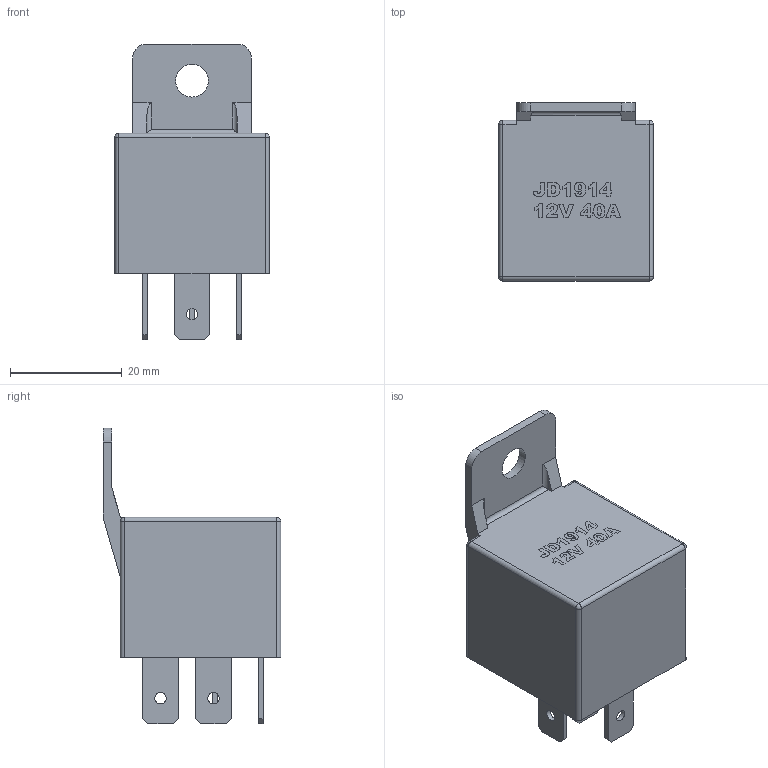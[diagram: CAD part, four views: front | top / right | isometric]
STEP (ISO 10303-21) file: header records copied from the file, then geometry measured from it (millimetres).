
FILE_DESCRIPTION(/* description */ ('Unknown'),/* implementation_level */ '2;1');
FILE_NAME(/* name */ 'Relay -JD1914-12V-40A',/* time_stamp */ '2018-10-29T21:24:01-04:00',/* author */ ('Unknown'),/* organization */ ('Unknown'),/* preprocessor_version */ 'ST-DEVELOPER v16.7',/* originating_system */ 'DEX',/* authorisation */ $);
FILE_SCHEMA (('AUTOMOTIVE_DESIGN {1 0 10303 214 3 1 1}'));
Length unit declared in the file: millimetre
Products named in the file (1): Relay -JD1914-12V-40A
Bounding box: 27.66 x 31.75 x 52.86 mm (x, y, z)
Volume: 20803.6 mm3; surface area: 6594.1 mm2
Topology: 1 solids, 21 shells, 364 faces, 889 edges, 586 vertices
Faces by surface type: plane 278, bspline 56, cylinder 26, sphere 4
Full cylindrical faces by diameter (mm): 2.057 x5, 5.867 x1
Entity records: 15458 total; most frequent: CARTESIAN_POINT 5251, ORIENTED_EDGE 1732, DIRECTION 1162, EDGE_CURVE 866, VERTEX_POINT 580, LINE 452, VECTOR 452, EDGE_LOOP 424
